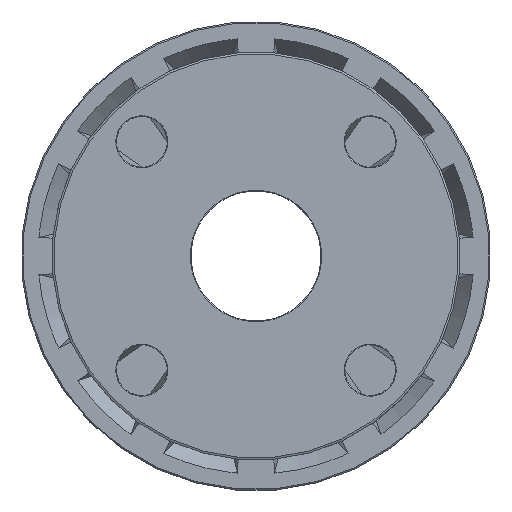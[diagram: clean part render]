
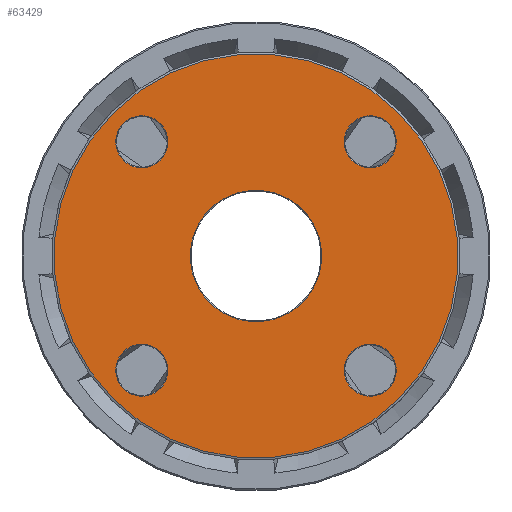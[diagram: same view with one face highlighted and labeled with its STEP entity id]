
A CAD part, front view. The second image highlights one B-rep face of the part: STEP entity #63429.
In plain terms, the highlighted planar face has unit normal (0, -1, 0).
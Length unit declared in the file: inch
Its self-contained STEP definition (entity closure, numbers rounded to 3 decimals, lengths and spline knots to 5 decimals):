
#63351=CARTESIAN_POINT('',(-2.10011,0.,2.10011));
#63352=VERTEX_POINT('',#63351);
#63353=CARTESIAN_POINT('',(0.,0.,0.));
#63354=DIRECTION('',(0.,1.0,0.));
#63355=DIRECTION('',(0.707,0.,-0.707));
#63356=AXIS2_PLACEMENT_3D('',#63353,#63354,#63355);
#63357=CIRCLE('',#63356,2.97);
#63358=EDGE_CURVE('',#63352,#63352,#63357,.T.);
#63366=CARTESIAN_POINT('',(-1.39883,0.,1.39883));
#63367=DIRECTION('',(0.0,-1.0,0.0));
#63368=DIRECTION('',(0.707,0.0,0.707));
#63369=AXIS2_PLACEMENT_3D('',#63366,#63367,#63368);
#63370=PLANE('',#63369);
#63371=ORIENTED_EDGE('',*,*,#63358,.F.);
#63372=EDGE_LOOP('',(#63371));
#63373=FACE_OUTER_BOUND('',#63372,.T.);
#63374=CARTESIAN_POINT('',(1.94985,0.,-1.40891));
#63375=VERTEX_POINT('',#63374);
#63376=CARTESIAN_POINT('',(1.67938,0.,-1.67938));
#63377=DIRECTION('',(0.,-1.,0.));
#63378=DIRECTION('',(-0.707,0.,-0.707));
#63379=AXIS2_PLACEMENT_3D('',#63376,#63377,#63378);
#63380=CIRCLE('',#63379,0.3825);
#63381=EDGE_CURVE('',#63375,#63375,#63380,.T.);
#63382=ORIENTED_EDGE('',*,*,#63381,.F.);
#63383=EDGE_LOOP('',(#63382));
#63384=FACE_BOUND('',#63383,.T.);
#63385=CARTESIAN_POINT('',(-1.40891,0.,-1.94985));
#63386=VERTEX_POINT('',#63385);
#63387=CARTESIAN_POINT('',(-1.67938,0.,-1.67938));
#63388=DIRECTION('',(0.,-1.,0.));
#63389=DIRECTION('',(-0.707,0.,0.707));
#63390=AXIS2_PLACEMENT_3D('',#63387,#63388,#63389);
#63391=CIRCLE('',#63390,0.3825);
#63392=EDGE_CURVE('',#63386,#63386,#63391,.T.);
#63393=ORIENTED_EDGE('',*,*,#63392,.F.);
#63394=EDGE_LOOP('',(#63393));
#63395=FACE_BOUND('',#63394,.T.);
#63396=CARTESIAN_POINT('',(-1.94985,0.,1.40891));
#63397=VERTEX_POINT('',#63396);
#63398=CARTESIAN_POINT('',(-1.67938,0.,1.67938));
#63399=DIRECTION('',(0.,-1.,0.));
#63400=DIRECTION('',(0.707,0.,0.707));
#63401=AXIS2_PLACEMENT_3D('',#63398,#63399,#63400);
#63402=CIRCLE('',#63401,0.3825);
#63403=EDGE_CURVE('',#63397,#63397,#63402,.T.);
#63404=ORIENTED_EDGE('',*,*,#63403,.F.);
#63405=EDGE_LOOP('',(#63404));
#63406=FACE_BOUND('',#63405,.T.);
#63407=CARTESIAN_POINT('',(-0.68342,0.,0.68342));
#63408=VERTEX_POINT('',#63407);
#63409=CARTESIAN_POINT('',(0.,0.,0.));
#63410=DIRECTION('',(0.,-1.0,0.));
#63411=DIRECTION('',(0.707,0.,-0.707));
#63412=AXIS2_PLACEMENT_3D('',#63409,#63410,#63411);
#63413=CIRCLE('',#63412,0.9665);
#63414=EDGE_CURVE('',#63408,#63408,#63413,.T.);
#63415=ORIENTED_EDGE('',*,*,#63414,.F.);
#63416=EDGE_LOOP('',(#63415));
#63417=FACE_BOUND('',#63416,.T.);
#63418=CARTESIAN_POINT('',(1.40891,0.,1.94985));
#63419=VERTEX_POINT('',#63418);
#63420=CARTESIAN_POINT('',(1.67938,0.,1.67938));
#63421=DIRECTION('',(0.,-1.,0.));
#63422=DIRECTION('',(0.707,0.,-0.707));
#63423=AXIS2_PLACEMENT_3D('',#63420,#63421,#63422);
#63424=CIRCLE('',#63423,0.3825);
#63425=EDGE_CURVE('',#63419,#63419,#63424,.T.);
#63426=ORIENTED_EDGE('',*,*,#63425,.F.);
#63427=EDGE_LOOP('',(#63426));
#63428=FACE_BOUND('',#63427,.T.);
#63429=ADVANCED_FACE('',(#63373,#63384,#63395,#63406,#63417,#63428),#63370,.T.);
